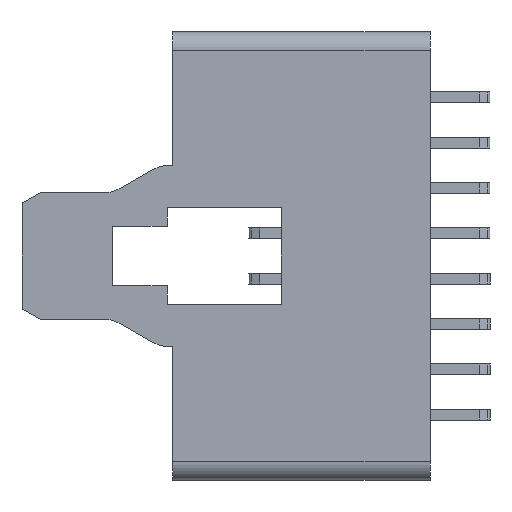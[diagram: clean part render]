
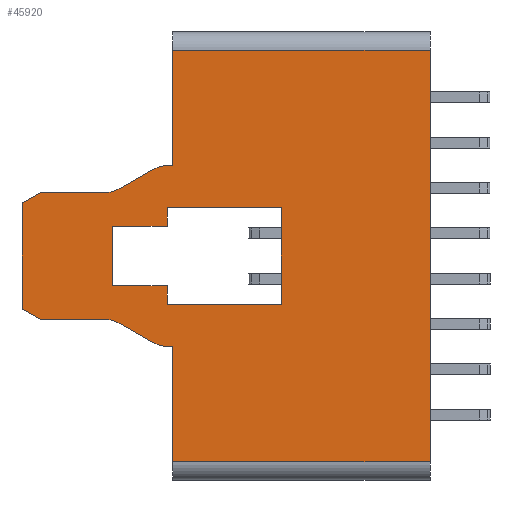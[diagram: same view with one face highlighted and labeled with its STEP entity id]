
A CAD part, left-side view. The second image highlights one B-rep face of the part: STEP entity #45920.
In plain terms, the highlighted face is planar.
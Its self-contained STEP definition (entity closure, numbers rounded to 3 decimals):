
#4650=CARTESIAN_POINT('',(6.478,33.385,
-0.3));
#4660=VERTEX_POINT('',#4650);
#4690=CARTESIAN_POINT('',(18.428,33.385,
-0.3));
#4700=DIRECTION('',(-1.,0.,0.));
#4710=VECTOR('',#4700,1.);
#4720=LINE('',#4690,#4710);
#4730=CARTESIAN_POINT('',(7.478,33.385,
-0.3));
#4740=VERTEX_POINT('',#4730);
#4750=EDGE_CURVE('',#4740,#4660,#4720,.T.);
#13410=CARTESIAN_POINT('',(18.428,33.385,
-0.3));
#13420=DIRECTION('',(-1.,0.,0.));
#13430=VECTOR('',#13420,1.);
#13440=LINE('',#13410,#13430);
#13450=CARTESIAN_POINT('',(3.178,33.385,
-0.3));
#13460=VERTEX_POINT('',#13450);
#13470=CARTESIAN_POINT('',(2.178,33.385,
-0.3));
#13480=VERTEX_POINT('',#13470);
#13490=EDGE_CURVE('',#13460,#13480,#13440,.T.);
#13970=CARTESIAN_POINT('',(3.178,33.385,88.227))
;
#13980=DIRECTION('',(0.,0.,1.));
#13990=VECTOR('',#13980,1.);
#14000=LINE('',#13970,#13990);
#14010=CARTESIAN_POINT('',(3.178,33.385,-3.3));
#14020=VERTEX_POINT('',#14010);
#14030=EDGE_CURVE('',#14020,#13460,#14000,.T.);
#14320=CARTESIAN_POINT('',(-0.172,33.385,0.));
#14330=VERTEX_POINT('',#14320);
#14360=CARTESIAN_POINT('',(5.,33.385,0.));
#14370=DIRECTION('',(1.,0.,0.));
#14380=VECTOR('',#14370,1.);
#14390=LINE('',#14360,#14380);
#14400=CARTESIAN_POINT('',(-6.522,33.385,0.));
#14410=VERTEX_POINT('',#14400);
#14420=EDGE_CURVE('',#14410,#14330,#14390,.T.);
#16710=CARTESIAN_POINT('',(7.478,33.385,0.));
#16720=DIRECTION('',(0.,0.,-1.));
#16730=VECTOR('',#16720,1.);
#16740=LINE('',#16710,#16730);
#16750=CARTESIAN_POINT('',(7.478,33.385,6.));
#16760=VERTEX_POINT('',#16750);
#16770=EDGE_CURVE('',#16760,#4740,#16740,.T.);
#17050=CARTESIAN_POINT('',(2.178,33.385,6.));
#17060=VERTEX_POINT('',#17050);
#17090=CARTESIAN_POINT('',(2.178,33.385,88.227))
;
#17100=DIRECTION('',(0.,0.,1.));
#17110=VECTOR('',#17100,1.);
#17120=LINE('',#17090,#17110);
#17130=EDGE_CURVE('',#13480,#17060,#17120,.T.);
#28670=CARTESIAN_POINT('',(16.178,33.385,0.));
#28680=VERTEX_POINT('',#28670);
#28710=CARTESIAN_POINT('',(-10.,33.385,0.));
#28720=DIRECTION('',(1.,0.,0.));
#28730=VECTOR('',#28720,1.);
#28740=LINE('',#28710,#28730);
#28750=CARTESIAN_POINT('',(9.828,33.385,0.));
#28760=VERTEX_POINT('',#28750);
#28770=EDGE_CURVE('',#28760,#28680,#28740,.T.);
#44280=CARTESIAN_POINT('',(-5.172,33.385,14.2));
#44290=DIRECTION('',(0.,1.,0.));
#44300=DIRECTION('',(1.,0.,0.));
#44310=AXIS2_PLACEMENT_3D('',#44280,#44290,#44300);
#44320=PLANE('',#44310);
#44330=CARTESIAN_POINT('',(-6.522,33.385,0.));
#44340=DIRECTION('',(0.,0.,-1.));
#44350=VECTOR('',#44340,1.);
#44360=LINE('',#44330,#44350);
#44370=CARTESIAN_POINT('',(-6.522,33.385,14.2));
#44380=VERTEX_POINT('',#44370);
#44390=EDGE_CURVE('',#44380,#14410,#44360,.T.);
#44400=ORIENTED_EDGE('',*,*,#44390,.F.);
#44410=ORIENTED_EDGE('',*,*,#14420,.F.);
#44420=CARTESIAN_POINT('',(-0.172,33.385,88.227
));
#44430=DIRECTION('',(0.,0.,1.));
#44440=VECTOR('',#44430,1.);
#44450=LINE('',#44420,#44440);
#44460=CARTESIAN_POINT('',(-0.172,33.385,
-0.166));
#44470=VERTEX_POINT('',#44460);
#44480=EDGE_CURVE('',#44470,#14330,#44450,.T.);
#44490=ORIENTED_EDGE('',*,*,#44480,.T.);
#44500=CARTESIAN_POINT('',(1.828,33.385,
-0.166));
#44510=DIRECTION('',(0.,-1.,0.));
#44520=DIRECTION('',(0.,0.,1.));
#44530=AXIS2_PLACEMENT_3D('',#44500,#44510,#44520);
#44540=CIRCLE('',#44530,2.);
#44550=CARTESIAN_POINT('',(0.096,33.385,
-1.166));
#44560=VERTEX_POINT('',#44550);
#44570=EDGE_CURVE('',#44470,#44560,#44540,.T.);
#44580=ORIENTED_EDGE('',*,*,#44570,.F.);
#44590=CARTESIAN_POINT('',(-51.515,33.385,88.227)
);
#44600=DIRECTION('',(0.5,0.,-0.866));
#44610=VECTOR('',#44600,1.);
#44620=LINE('',#44590,#44610);
#44630=CARTESIAN_POINT('',(1.127,33.385,
-2.952));
#44640=VERTEX_POINT('',#44630);
#44650=EDGE_CURVE('',#44560,#44640,#44620,.T.);
#44660=ORIENTED_EDGE('',*,*,#44650,.F.);
#44670=CARTESIAN_POINT('',(-0.172,33.385,
-3.702));
#44680=DIRECTION('',(0.,1.,0.));
#44690=DIRECTION('',(0.,0.,-1.));
#44700=AXIS2_PLACEMENT_3D('',#44670,#44680,#44690);
#44710=CIRCLE('',#44700,1.5);
#44720=CARTESIAN_POINT('',(1.328,33.385,
-3.702));
#44730=VERTEX_POINT('',#44720);
#44740=EDGE_CURVE('',#44640,#44730,#44710,.T.);
#44750=ORIENTED_EDGE('',*,*,#44740,.F.);
#44760=CARTESIAN_POINT('',(1.328,33.385,88.227))
;
#44770=DIRECTION('',(0.,0.,-1.));
#44780=VECTOR('',#44770,1.);
#44790=LINE('',#44760,#44780);
#44800=CARTESIAN_POINT('',(1.328,33.385,-7.3));
#44810=VERTEX_POINT('',#44800);
#44820=EDGE_CURVE('',#44730,#44810,#44790,.T.);
#44830=ORIENTED_EDGE('',*,*,#44820,.F.);
#44840=CARTESIAN_POINT('',(-53.824,33.385,88.227)
);
#44850=DIRECTION('',(-0.5,0.,0.866));
#44860=VECTOR('',#44850,1.);
#44870=LINE('',#44840,#44860);
#44880=CARTESIAN_POINT('',(1.906,33.385,-8.3));
#44890=VERTEX_POINT('',#44880);
#44900=EDGE_CURVE('',#44890,#44810,#44870,.T.);
#44910=ORIENTED_EDGE('',*,*,#44900,.T.);
#44920=CARTESIAN_POINT('',(18.428,33.385,-8.3));
#44930=DIRECTION('',(-1.,0.,0.));
#44940=VECTOR('',#44930,1.);
#44950=LINE('',#44920,#44940);
#44960=CARTESIAN_POINT('',(7.751,33.385,-8.3));
#44970=VERTEX_POINT('',#44960);
#44980=EDGE_CURVE('',#44970,#44890,#44950,.T.);
#44990=ORIENTED_EDGE('',*,*,#44980,.T.);
#45000=CARTESIAN_POINT('',(63.481,33.385,88.227))
;
#45010=DIRECTION('',(-0.5,0.,-0.866));
#45020=VECTOR('',#45010,1.);
#45030=LINE('',#45000,#45020);
#45040=CARTESIAN_POINT('',(8.328,33.385,
-7.3));
#45050=VERTEX_POINT('',#45040);
#45060=EDGE_CURVE('',#45050,#44970,#45030,.T.);
#45070=ORIENTED_EDGE('',*,*,#45060,.T.);
#45080=CARTESIAN_POINT('',(8.328,33.385,88.227))
;
#45090=DIRECTION('',(0.,0.,1.));
#45100=VECTOR('',#45090,1.);
#45110=LINE('',#45080,#45100);
#45120=CARTESIAN_POINT('',(8.328,33.385,
-3.702));
#45130=VERTEX_POINT('',#45120);
#45140=EDGE_CURVE('',#45050,#45130,#45110,.T.);
#45150=ORIENTED_EDGE('',*,*,#45140,.F.);
#45160=CARTESIAN_POINT('',(9.828,33.385,
-3.702));
#45170=DIRECTION('',(0.,-1.,0.));
#45180=DIRECTION('',(0.,0.,1.));
#45190=AXIS2_PLACEMENT_3D('',#45160,#45170,#45180);
#45200=CIRCLE('',#45190,1.5);
#45210=CARTESIAN_POINT('',(8.529,33.385,
-2.952));
#45220=VERTEX_POINT('',#45210);
#45230=EDGE_CURVE('',#45220,#45130,#45200,.T.);
#45240=ORIENTED_EDGE('',*,*,#45230,.T.);
#45250=CARTESIAN_POINT('',(61.171,33.385,88.227))
;
#45260=DIRECTION('',(0.5,0.,0.866));
#45270=VECTOR('',#45260,1.);
#45280=LINE('',#45250,#45270);
#45290=CARTESIAN_POINT('',(9.56,33.385,
-1.166));
#45300=VERTEX_POINT('',#45290);
#45310=EDGE_CURVE('',#45220,#45300,#45280,.T.);
#45320=ORIENTED_EDGE('',*,*,#45310,.F.);
#45330=CARTESIAN_POINT('',(7.828,33.385,
-0.166));
#45340=DIRECTION('',(0.,-1.,0.));
#45350=DIRECTION('',(0.,0.,1.));
#45360=AXIS2_PLACEMENT_3D('',#45330,#45340,#45350);
#45370=CIRCLE('',#45360,2.);
#45380=CARTESIAN_POINT('',(9.828,33.385,
-0.166));
#45390=VERTEX_POINT('',#45380);
#45400=EDGE_CURVE('',#45300,#45390,#45370,.T.);
#45410=ORIENTED_EDGE('',*,*,#45400,.F.);
#45420=CARTESIAN_POINT('',(9.828,33.385,88.227))
;
#45430=DIRECTION('',(0.,0.,-1.));
#45440=VECTOR('',#45430,1.);
#45450=LINE('',#45420,#45440);
#45460=EDGE_CURVE('',#28760,#45390,#45450,.T.);
#45470=ORIENTED_EDGE('',*,*,#45460,.T.);
#45480=ORIENTED_EDGE('',*,*,#28770,.F.);
#45490=CARTESIAN_POINT('',(16.178,33.385,0.));
#45500=DIRECTION('',(0.,0.,-1.));
#45510=VECTOR('',#45500,1.);
#45520=LINE('',#45490,#45510);
#45530=CARTESIAN_POINT('',(16.178,33.385,14.2));
#45540=VERTEX_POINT('',#45530);
#45550=EDGE_CURVE('',#45540,#28680,#45520,.T.);
#45560=ORIENTED_EDGE('',*,*,#45550,.T.);
#45570=CARTESIAN_POINT('',(2.5,33.385,14.2));
#45580=DIRECTION('',(-1.,0.,0.));
#45590=VECTOR('',#45580,1.);
#45600=LINE('',#45570,#45590);
#45610=EDGE_CURVE('',#45540,#44380,#45600,.T.);
#45620=ORIENTED_EDGE('',*,*,#45610,.F.);
#45630=EDGE_LOOP('',(#45620,#45560,#45480,#45470,#45410,#45320,#45240,
#45150,#45070,#44990,#44910,#44830,#44750,#44660,#44580,#44490,#44410,
#44400));
#45640=FACE_OUTER_BOUND('',#45630,.T.);
#45650=CARTESIAN_POINT('',(0.,33.385,6.));
#45660=DIRECTION('',(1.,0.,0.));
#45670=VECTOR('',#45660,1.);
#45680=LINE('',#45650,#45670);
#45690=EDGE_CURVE('',#17060,#16760,#45680,.T.);
#45700=ORIENTED_EDGE('',*,*,#45690,.F.);
#45710=ORIENTED_EDGE('',*,*,#16770,.F.);
#45720=ORIENTED_EDGE('',*,*,#4750,.F.);
#45730=CARTESIAN_POINT('',(6.478,33.385,88.227))
;
#45740=DIRECTION('',(0.,0.,-1.));
#45750=VECTOR('',#45740,1.);
#45760=LINE('',#45730,#45750);
#45770=CARTESIAN_POINT('',(6.478,33.385,-3.3));
#45780=VERTEX_POINT('',#45770);
#45790=EDGE_CURVE('',#4660,#45780,#45760,.T.);
#45800=ORIENTED_EDGE('',*,*,#45790,.F.);
#45810=CARTESIAN_POINT('',(18.428,33.385,-3.3));
#45820=DIRECTION('',(-1.,0.,0.));
#45830=VECTOR('',#45820,1.);
#45840=LINE('',#45810,#45830);
#45850=EDGE_CURVE('',#45780,#14020,#45840,.T.);
#45860=ORIENTED_EDGE('',*,*,#45850,.F.);
#45870=ORIENTED_EDGE('',*,*,#14030,.F.);
#45880=ORIENTED_EDGE('',*,*,#13490,.F.);
#45890=ORIENTED_EDGE('',*,*,#17130,.F.);
#45900=EDGE_LOOP('',(#45890,#45880,#45870,#45860,#45800,#45720,#45710,
#45700));
#45910=FACE_BOUND('',#45900,.T.);
#45920=ADVANCED_FACE('',(#45640,#45910),#44320,.T.);
